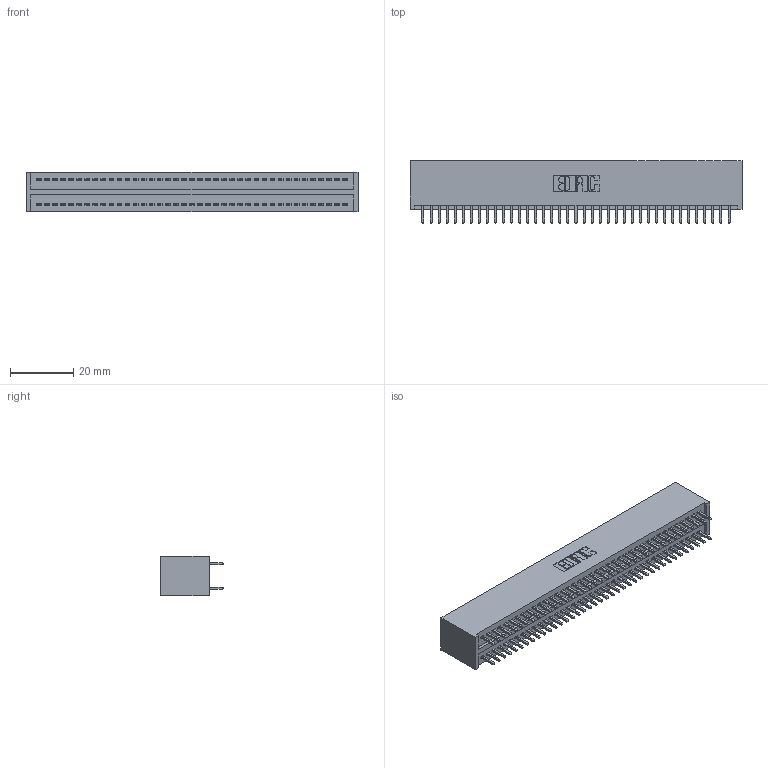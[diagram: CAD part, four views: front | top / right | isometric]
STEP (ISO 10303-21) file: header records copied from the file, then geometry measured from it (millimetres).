
FILE_DESCRIPTION (( 'STEP AP203' ), '1' );
FILE_NAME ('325-078-520-201.STEP', '2020-02-25T04:26:46', ( '' ), ( '' ), 'SwSTEP 2.0', 'SolidWorks 2016', '' );
FILE_SCHEMA (( 'CONFIG_CONTROL_DESIGN' ));
Length unit declared in the file: inch
Products named in the file (3): 325-078-520-201; 325 Part_Lugless; 325-292-001_325-293-120
Assembly tree (79 placements, depth 2):
  325-078-520-201
    325 Part_Lugless
    325-292-001_325-293-120  x78
Bounding box: 104.7 x 19.68 x 12.45 mm (x, y, z)
Volume: 14083.7 mm3; surface area: 17478.7 mm2
Topology: 79 solids, 79 shells, 4162 faces, 12377 edges, 8146 vertices
Faces by surface type: plane 2874, cylinder 1288
Entity records: 25219 total; most frequent: CARTESIAN_POINT 4182, ORIENTED_EDGE 4118, DIRECTION 3571, EDGE_CURVE 2059, LINE 1939, VECTOR 1939, VERTEX_POINT 1370, AXIS2_PLACEMENT_3D 816
